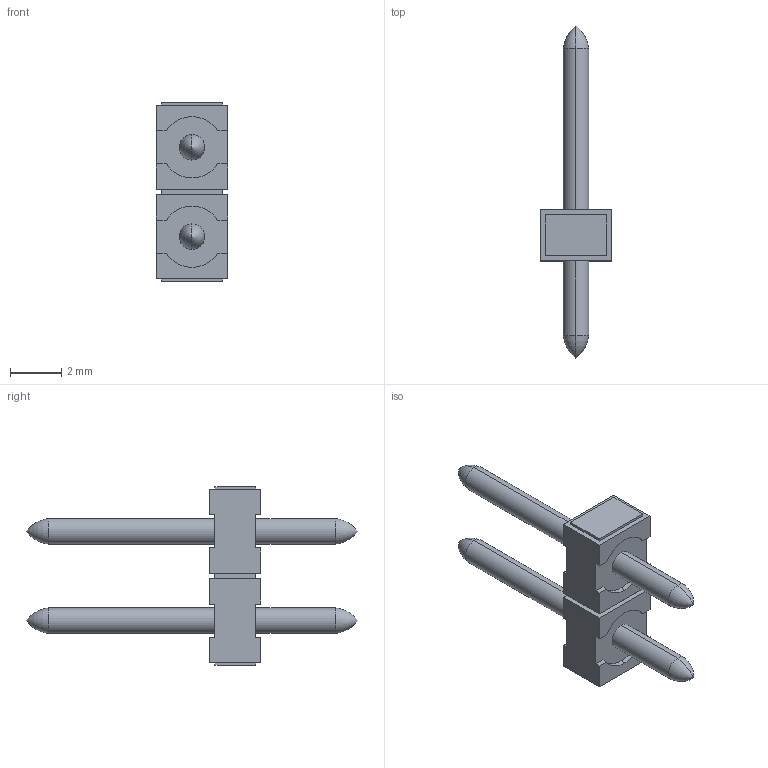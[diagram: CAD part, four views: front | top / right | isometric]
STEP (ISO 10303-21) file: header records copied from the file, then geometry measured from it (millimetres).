
FILE_DESCRIPTION(('STEP AP214'),'1');
FILE_NAME('17587.stp','2017-03-12T15:36:39',('TraceParts'),('TraceParts S.A.'),'Spatial InterOp 3D',' ',' ');
FILE_SCHEMA(('automotive_design'));
Length unit declared in the file: millimetre
Products named in the file (1): 17587
Bounding box: 2.8 x 13 x 7 mm (x, y, z)
Volume: 50.9 mm3; surface area: 149.8 mm2
Topology: 1 solids, 1 shells, 82 faces, 222 edges, 142 vertices
Faces by surface type: plane 50, cylinder 24, torus 8
Entity records: 3200 total; most frequent: CARTESIAN_POINT 439, DIRECTION 438, ORIENTED_EDGE 428, EDGE_CURVE 214, LINE 156, VECTOR 156, VERTEX_POINT 142, AXIS2_PLACEMENT_3D 141
